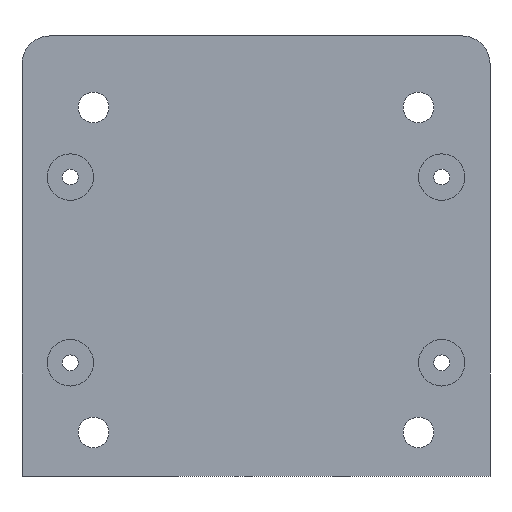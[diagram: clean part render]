
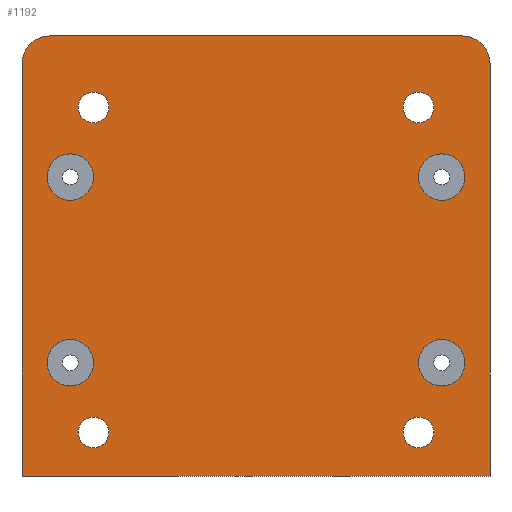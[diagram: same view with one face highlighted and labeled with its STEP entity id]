
A CAD part, front view. The second image highlights one B-rep face of the part: STEP entity #1192.
In plain terms, the highlighted planar face has unit normal (0, -1, 0).
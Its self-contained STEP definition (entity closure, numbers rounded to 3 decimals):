
#87=FACE_BOUND('',#294,.T.);
#88=FACE_BOUND('',#295,.T.);
#89=FACE_BOUND('',#296,.T.);
#90=FACE_BOUND('',#297,.T.);
#91=FACE_BOUND('',#298,.T.);
#92=FACE_BOUND('',#299,.T.);
#93=FACE_BOUND('',#300,.T.);
#94=FACE_BOUND('',#301,.T.);
#144=CIRCLE('',#1293,6.);
#145=CIRCLE('',#1294,6.);
#146=CIRCLE('',#1295,5.);
#147=CIRCLE('',#1296,5.);
#148=CIRCLE('',#1297,5.);
#149=CIRCLE('',#1298,5.);
#150=CIRCLE('',#1299,3.3);
#151=CIRCLE('',#1300,3.3);
#152=CIRCLE('',#1301,3.3);
#153=CIRCLE('',#1302,3.3);
#203=FACE_OUTER_BOUND('',#293,.T.);
#293=EDGE_LOOP('',(#853,#854,#855,#856,#857,#858));
#294=EDGE_LOOP('',(#859));
#295=EDGE_LOOP('',(#860));
#296=EDGE_LOOP('',(#861));
#297=EDGE_LOOP('',(#862));
#298=EDGE_LOOP('',(#863));
#299=EDGE_LOOP('',(#864));
#300=EDGE_LOOP('',(#865));
#301=EDGE_LOOP('',(#866));
#414=LINE('',#1802,#486);
#421=LINE('',#1842,#493);
#422=LINE('',#1846,#494);
#423=LINE('',#1849,#495);
#486=VECTOR('',#1430,10.);
#493=VECTOR('',#1467,10.);
#494=VECTOR('',#1470,10.);
#495=VECTOR('',#1473,10.);
#558=VERTEX_POINT('',#1800);
#559=VERTEX_POINT('',#1801);
#577=VERTEX_POINT('',#1841);
#578=VERTEX_POINT('',#1843);
#579=VERTEX_POINT('',#1845);
#580=VERTEX_POINT('',#1847);
#581=VERTEX_POINT('',#1850);
#582=VERTEX_POINT('',#1852);
#583=VERTEX_POINT('',#1854);
#584=VERTEX_POINT('',#1856);
#585=VERTEX_POINT('',#1858);
#586=VERTEX_POINT('',#1860);
#587=VERTEX_POINT('',#1862);
#588=VERTEX_POINT('',#1864);
#674=EDGE_CURVE('',#558,#559,#414,.T.);
#694=EDGE_CURVE('',#577,#559,#421,.T.);
#695=EDGE_CURVE('',#578,#577,#144,.T.);
#696=EDGE_CURVE('',#579,#578,#422,.T.);
#697=EDGE_CURVE('',#580,#579,#145,.T.);
#698=EDGE_CURVE('',#558,#580,#423,.T.);
#699=EDGE_CURVE('',#581,#581,#146,.T.);
#700=EDGE_CURVE('',#582,#582,#147,.T.);
#701=EDGE_CURVE('',#583,#583,#148,.T.);
#702=EDGE_CURVE('',#584,#584,#149,.T.);
#703=EDGE_CURVE('',#585,#585,#150,.T.);
#704=EDGE_CURVE('',#586,#586,#151,.T.);
#705=EDGE_CURVE('',#587,#587,#152,.T.);
#706=EDGE_CURVE('',#588,#588,#153,.T.);
#853=ORIENTED_EDGE('',*,*,#674,.T.);
#854=ORIENTED_EDGE('',*,*,#694,.F.);
#855=ORIENTED_EDGE('',*,*,#695,.F.);
#856=ORIENTED_EDGE('',*,*,#696,.F.);
#857=ORIENTED_EDGE('',*,*,#697,.F.);
#858=ORIENTED_EDGE('',*,*,#698,.F.);
#859=ORIENTED_EDGE('',*,*,#699,.F.);
#860=ORIENTED_EDGE('',*,*,#700,.F.);
#861=ORIENTED_EDGE('',*,*,#701,.F.);
#862=ORIENTED_EDGE('',*,*,#702,.F.);
#863=ORIENTED_EDGE('',*,*,#703,.F.);
#864=ORIENTED_EDGE('',*,*,#704,.F.);
#865=ORIENTED_EDGE('',*,*,#705,.F.);
#866=ORIENTED_EDGE('',*,*,#706,.F.);
#1158=PLANE('',#1292);
#1192=ADVANCED_FACE('',(#203,#87,#88,#89,#90,#91,#92,#93,#94),#1158,.F.);
#1292=AXIS2_PLACEMENT_3D('',#1840,#1465,#1466);
#1293=AXIS2_PLACEMENT_3D('',#1844,#1468,#1469);
#1294=AXIS2_PLACEMENT_3D('',#1848,#1471,#1472);
#1295=AXIS2_PLACEMENT_3D('',#1851,#1474,#1475);
#1296=AXIS2_PLACEMENT_3D('',#1853,#1476,#1477);
#1297=AXIS2_PLACEMENT_3D('',#1855,#1478,#1479);
#1298=AXIS2_PLACEMENT_3D('',#1857,#1480,#1481);
#1299=AXIS2_PLACEMENT_3D('',#1859,#1482,#1483);
#1300=AXIS2_PLACEMENT_3D('',#1861,#1484,#1485);
#1301=AXIS2_PLACEMENT_3D('',#1863,#1486,#1487);
#1302=AXIS2_PLACEMENT_3D('',#1865,#1488,#1489);
#1430=DIRECTION('',(1.,0.,0.));
#1465=DIRECTION('center_axis',(0.,1.,0.));
#1466=DIRECTION('ref_axis',(0.,0.,1.));
#1467=DIRECTION('',(0.,0.,-1.));
#1468=DIRECTION('center_axis',(0.,1.,0.));
#1469=DIRECTION('ref_axis',(0.,0.,-1.));
#1470=DIRECTION('',(1.,0.,0.));
#1471=DIRECTION('center_axis',(0.,1.,0.));
#1472=DIRECTION('ref_axis',(1.,0.,0.));
#1473=DIRECTION('',(0.,0.,1.));
#1474=DIRECTION('center_axis',(0.,-1.,0.));
#1475=DIRECTION('ref_axis',(1.,0.,0.));
#1476=DIRECTION('center_axis',(0.,-1.,0.));
#1477=DIRECTION('ref_axis',(1.,0.,0.));
#1478=DIRECTION('center_axis',(0.,-1.,0.));
#1479=DIRECTION('ref_axis',(1.,0.,0.));
#1480=DIRECTION('center_axis',(0.,-1.,0.));
#1481=DIRECTION('ref_axis',(1.,0.,0.));
#1482=DIRECTION('center_axis',(0.,-1.,0.));
#1483=DIRECTION('ref_axis',(1.,0.,0.));
#1484=DIRECTION('center_axis',(0.,-1.,0.));
#1485=DIRECTION('ref_axis',(1.,0.,0.));
#1486=DIRECTION('center_axis',(0.,-1.,0.));
#1487=DIRECTION('ref_axis',(1.,0.,0.));
#1488=DIRECTION('center_axis',(0.,-1.,0.));
#1489=DIRECTION('ref_axis',(1.,0.,0.));
#1800=CARTESIAN_POINT('',(-50.4,0.17,-44.4));
#1801=CARTESIAN_POINT('',(50.4,0.17,-44.4));
#1802=CARTESIAN_POINT('',(25.2,0.17,-44.4));
#1840=CARTESIAN_POINT('Origin',(0.,0.17,0.));
#1841=CARTESIAN_POINT('',(50.4,0.17,44.4));
#1842=CARTESIAN_POINT('',(50.4,0.17,22.2));
#1843=CARTESIAN_POINT('',(44.4,0.17,50.4));
#1844=CARTESIAN_POINT('Origin',(44.4,0.17,44.4));
#1845=CARTESIAN_POINT('',(-44.4,0.17,50.4));
#1846=CARTESIAN_POINT('',(-22.2,0.17,50.4));
#1847=CARTESIAN_POINT('',(-50.4,0.17,44.4));
#1848=CARTESIAN_POINT('Origin',(-44.4,0.17,44.4));
#1849=CARTESIAN_POINT('',(-50.4,0.17,-22.2));
#1850=CARTESIAN_POINT('',(-45.,0.17,20.));
#1851=CARTESIAN_POINT('Origin',(-40.,0.17,20.));
#1852=CARTESIAN_POINT('',(35.,0.17,20.));
#1853=CARTESIAN_POINT('Origin',(40.,0.17,20.));
#1854=CARTESIAN_POINT('',(35.,0.17,-20.));
#1855=CARTESIAN_POINT('Origin',(40.,0.17,-20.));
#1856=CARTESIAN_POINT('',(-45.,0.17,-20.));
#1857=CARTESIAN_POINT('Origin',(-40.,0.17,-20.));
#1858=CARTESIAN_POINT('',(38.3,0.17,-35.));
#1859=CARTESIAN_POINT('Origin',(35.,0.17,-35.));
#1860=CARTESIAN_POINT('',(-31.7,0.17,-35.));
#1861=CARTESIAN_POINT('Origin',(-35.,0.17,-35.));
#1862=CARTESIAN_POINT('',(-31.7,0.17,35.));
#1863=CARTESIAN_POINT('Origin',(-35.,0.17,35.));
#1864=CARTESIAN_POINT('',(38.3,0.17,35.));
#1865=CARTESIAN_POINT('Origin',(35.,0.17,35.));
